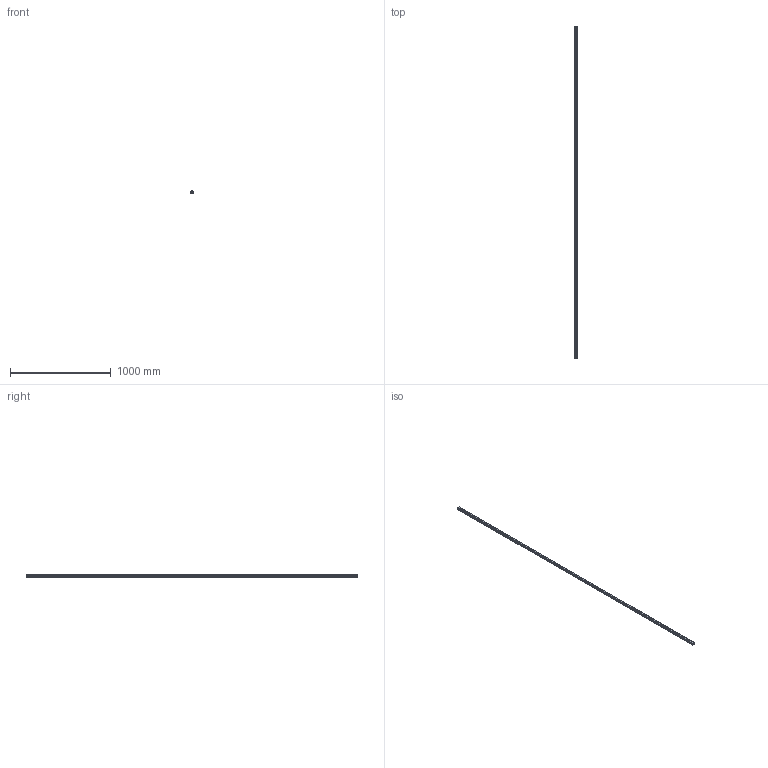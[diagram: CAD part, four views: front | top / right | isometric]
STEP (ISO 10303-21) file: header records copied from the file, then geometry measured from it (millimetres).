
FILE_DESCRIPTION(('STEP AP214'),'1');
FILE_NAME('cctmp_B7F8FFEE-994A-4613-B80A-13998676F38A_2020_6_9_13_23_21_410..stp','2020-06-09T11:23:21',('HIWIN GmbH'),('CADClick - www.CADClick.com'),'Spatial InterOp 3D',' ','unknown authorization');
FILE_SCHEMA(('AUTOMOTIVE_DESIGN'));
Length unit declared in the file: millimetre
Products named in the file (1): HGR25R3290H_FILE
Bounding box: 23 x 3290 x 22 mm (x, y, z)
Volume: 1367561.6 mm3; surface area: 337978.5 mm2
Topology: 1 solids, 1 shells, 771 faces, 1965 edges, 1310 vertices
Faces by surface type: plane 419, cylinder 352
Entity records: 30115 total; most frequent: DIRECTION 4653, CARTESIAN_POINT 4047, ORIENTED_EDGE 3930, EDGE_CURVE 1965, AXIS2_PLACEMENT_3D 1916, VERTEX_POINT 1310, CIRCLE 924, EDGE_LOOP 885
